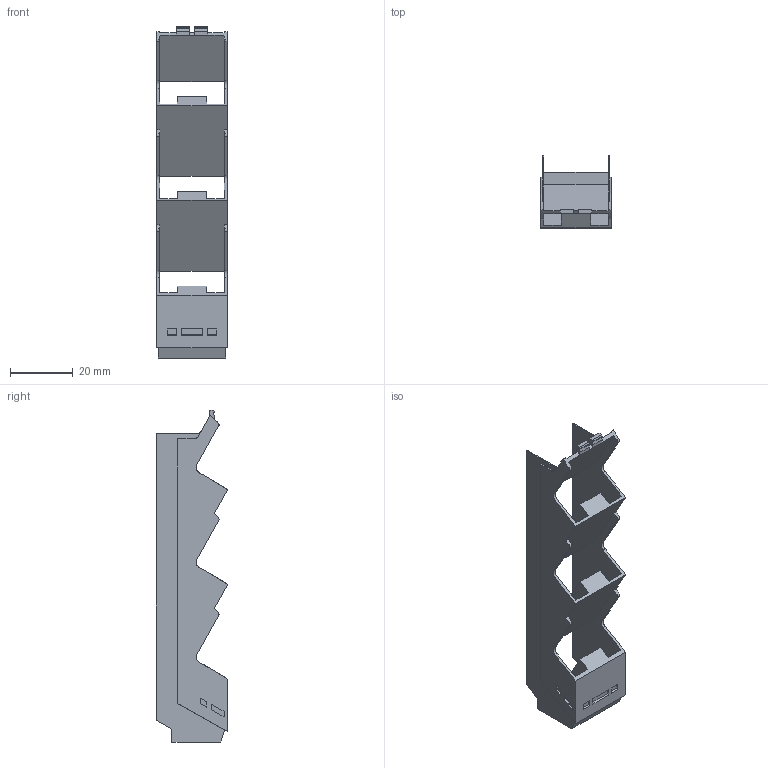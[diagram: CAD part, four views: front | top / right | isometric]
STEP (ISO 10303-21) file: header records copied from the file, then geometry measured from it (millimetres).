
FILE_DESCRIPTION(('CATIA V5 STEP Exchange','CAx-IF Rec.Pracs.--- Model Styling and Organization---1.4--- 2014-01-23'),'2;1');
FILE_NAME ('D1368081_1', '2019-03-13T10:55:45+00:00', ('none'), ('Weidmueller'), 'CATIA Version 5-6 Release 2016 SP3 HF44', 'CATIA V5 STEP AP214', 'none');
FILE_SCHEMA(('AUTOMOTIVE_DESIGN { 1 0 10303 214 1 1 1 1 }'));
Length unit declared in the file: millimetre
Products named in the file (1): 2554840000
Bounding box: 22.5 x 22.76 x 105.49 mm (x, y, z)
Volume: 5071.8 mm3; surface area: 12716 mm2
Topology: 1 solids, 1 shells, 145 faces, 552 edges, 410 vertices
Faces by surface type: plane 121, cylinder 17, extrusion 7
Entity records: 6147 total; most frequent: CARTESIAN_POINT 1643, ORIENTED_EDGE 1104, DIRECTION 621, EDGE_CURVE 552, VECTOR 416, VERTEX_POINT 410, LINE 409, EDGE_LOOP 152
